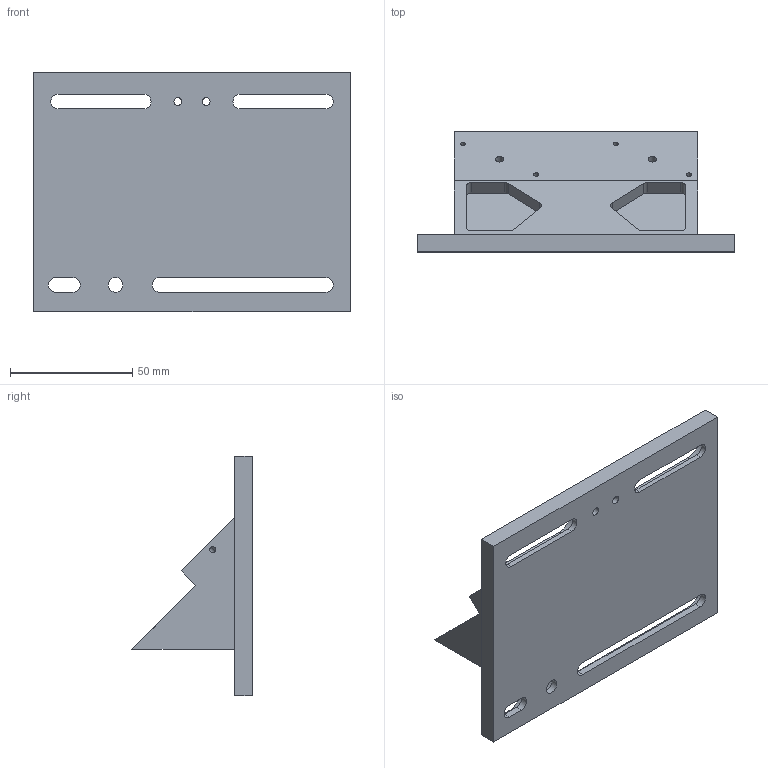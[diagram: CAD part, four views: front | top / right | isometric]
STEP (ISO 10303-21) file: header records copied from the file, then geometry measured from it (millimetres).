
FILE_DESCRIPTION(/* description */ (''),/* implementation_level */ '2;1');
FILE_NAME(/* name */ 'MountCompact1.stp',/* time_stamp */ '2025-01-13T17:18:01+01:00',/* author */ ('luttmann'),/* organization */ (''),/* preprocessor_version */ 'ST-DEVELOPER v20',/* originating_system */ 'Autodesk Inventor 2025',/* authorisation */ '');
FILE_SCHEMA (('AUTOMOTIVE_DESIGN { 1 0 10303 214 3 1 1 }'));
Length unit declared in the file: millimetre
Products named in the file (1): MountCompact1
Bounding box: 129.5 x 49.33 x 98 mm (x, y, z)
Volume: 177939.6 mm3; surface area: 40250.3 mm2
Topology: 1 solids, 1 shells, 89 faces, 231 edges, 152 vertices
Faces by surface type: plane 45, cylinder 38, cone 6
Full cylindrical faces by diameter (mm): 2 x4, 2.459 x2, 3.242 x4, 6 x1, 14.55 x1
Entity records: 2782 total; most frequent: DIRECTION 481, CARTESIAN_POINT 467, ORIENTED_EDGE 450, EDGE_CURVE 225, AXIS2_PLACEMENT_3D 166, VERTEX_POINT 152, LINE 149, VECTOR 149
